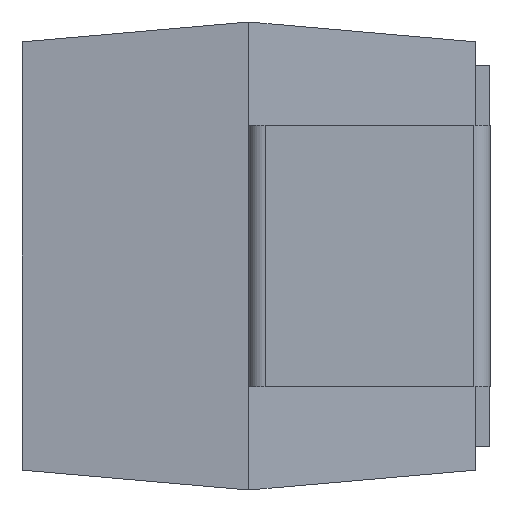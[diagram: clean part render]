
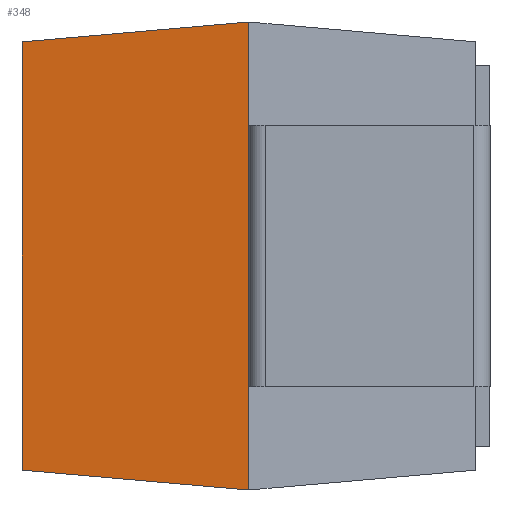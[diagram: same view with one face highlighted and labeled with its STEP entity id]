
A CAD part, left-side view. The second image highlights one B-rep face of the part: STEP entity #348.
In plain terms, the highlighted planar face has unit normal (-0.996, 0.087, 0).
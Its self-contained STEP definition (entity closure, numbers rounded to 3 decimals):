
#38 = VERTEX_POINT ( 'NONE', #262 ) ;
#129 = VECTOR ( 'NONE', #2258, 1000. ) ;
#140 = ORIENTED_EDGE ( 'NONE', *, *, #1670, .F. ) ;
#150 = EDGE_CURVE ( 'NONE', #726, #2054, #908, .T. ) ;
#180 = LINE ( 'NONE', #377, #322 ) ;
#221 = LINE ( 'NONE', #952, #1199 ) ;
#228 = CARTESIAN_POINT ( 'NONE',  ( -3.5, 2.215, 2.15 ) ) ;
#256 = DIRECTION ( 'NONE',  ( 0., 0., 1. ) ) ;
#262 = CARTESIAN_POINT ( 'NONE',  ( -3.318, 4.3, 1.968 ) ) ;
#284 = VECTOR ( 'NONE', #368, 1000. ) ;
#322 = VECTOR ( 'NONE', #881, 1000. ) ;
#348 = ADVANCED_FACE ( 'NONE', ( #1673 ), #2164, .T. ) ;
#368 = DIRECTION ( 'NONE',  ( 0., 0., 1. ) ) ;
#377 = CARTESIAN_POINT ( 'NONE',  ( -3.468, 2.586, -2.118 ) ) ;
#404 = CARTESIAN_POINT ( 'NONE',  ( -3.5, 2.215, -1.2 ) ) ;
#409 = CARTESIAN_POINT ( 'NONE',  ( -3.5, 2.215, -2.15 ) ) ;
#479 = LINE ( 'NONE', #527, #129 ) ;
#527 = CARTESIAN_POINT ( 'NONE',  ( -3.447, 2.818, 2.097 ) ) ;
#592 = CARTESIAN_POINT ( 'NONE',  ( -3.5, 2.215, 2.15 ) ) ;
#632 = VECTOR ( 'NONE', #256, 1000. ) ;
#686 = AXIS2_PLACEMENT_3D ( 'NONE', #592, #1297, #921 ) ;
#726 = VERTEX_POINT ( 'NONE', #409 ) ;
#796 = DIRECTION ( 'NONE',  ( 0., 0., 1. ) ) ;
#815 = EDGE_CURVE ( 'NONE', #2054, #899, #2038, .T. ) ;
#881 = DIRECTION ( 'NONE',  ( -0.087, -0.992, -0.087 ) ) ;
#899 = VERTEX_POINT ( 'NONE', #1515 ) ;
#908 = LINE ( 'NONE', #2129, #284 ) ;
#921 = DIRECTION ( 'NONE',  ( -0.087, -0.996, 0. ) ) ;
#946 = VECTOR ( 'NONE', #796, 1000. ) ;
#952 = CARTESIAN_POINT ( 'NONE',  ( -3.5, 2.215, 2.15 ) ) ;
#1050 = ORIENTED_EDGE ( 'NONE', *, *, #150, .T. ) ;
#1188 = CARTESIAN_POINT ( 'NONE',  ( -3.5, 2.215, -1.2 ) ) ;
#1199 = VECTOR ( 'NONE', #2191, 1000. ) ;
#1297 = DIRECTION ( 'NONE',  ( -0.996, 0.087, 0. ) ) ;
#1396 = CARTESIAN_POINT ( 'NONE',  ( -3.318, 4.3, -1.968 ) ) ;
#1513 = LINE ( 'NONE', #2221, #946 ) ;
#1515 = CARTESIAN_POINT ( 'NONE',  ( -3.5, 2.215, 1.2 ) ) ;
#1526 = ORIENTED_EDGE ( 'NONE', *, *, #1807, .F. ) ;
#1614 = EDGE_CURVE ( 'NONE', #899, #1982, #221, .T. ) ;
#1670 = EDGE_CURVE ( 'NONE', #2259, #38, #1513, .T. ) ;
#1673 = FACE_OUTER_BOUND ( 'NONE', #1965, .T. ) ;
#1807 = EDGE_CURVE ( 'NONE', #38, #1982, #479, .T. ) ;
#1965 = EDGE_LOOP ( 'NONE', ( #1050, #2222, #2264, #1526, #140, #2271 ) ) ;
#1982 = VERTEX_POINT ( 'NONE', #228 ) ;
#2038 = LINE ( 'NONE', #1188, #632 ) ;
#2054 = VERTEX_POINT ( 'NONE', #404 ) ;
#2129 = CARTESIAN_POINT ( 'NONE',  ( -3.5, 2.215, 2.15 ) ) ;
#2164 = PLANE ( 'NONE',  #686 ) ;
#2191 = DIRECTION ( 'NONE',  ( 0., 0., 1. ) ) ;
#2221 = CARTESIAN_POINT ( 'NONE',  ( -3.318, 4.3, 2.15 ) ) ;
#2222 = ORIENTED_EDGE ( 'NONE', *, *, #815, .T. ) ;
#2251 = EDGE_CURVE ( 'NONE', #2259, #726, #180, .T. ) ;
#2258 = DIRECTION ( 'NONE',  ( -0.087, -0.992, 0.087 ) ) ;
#2259 = VERTEX_POINT ( 'NONE', #1396 ) ;
#2264 = ORIENTED_EDGE ( 'NONE', *, *, #1614, .T. ) ;
#2271 = ORIENTED_EDGE ( 'NONE', *, *, #2251, .T. ) ;
